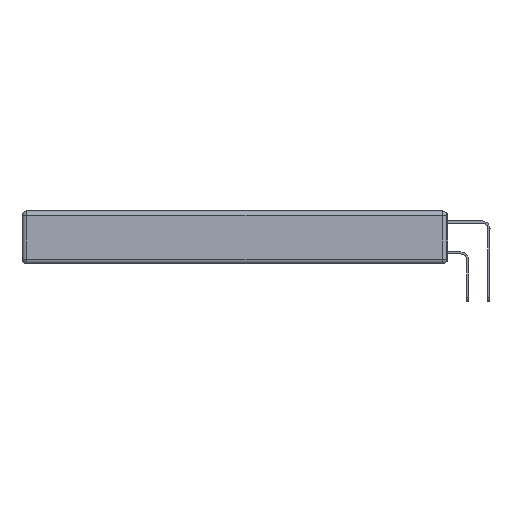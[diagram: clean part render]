
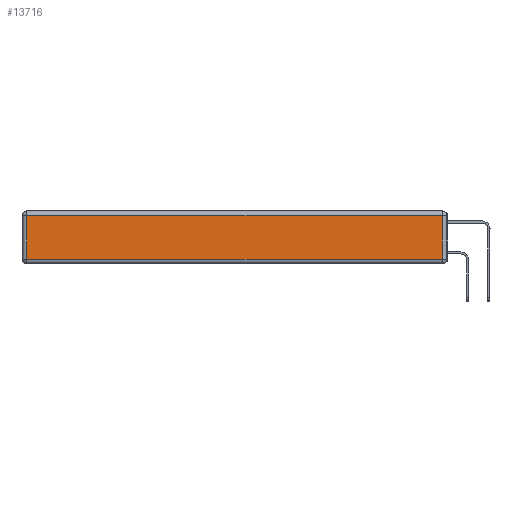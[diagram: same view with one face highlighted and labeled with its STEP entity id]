
A CAD part, left-side view. The second image highlights one B-rep face of the part: STEP entity #13716.
In plain terms, the highlighted planar face has unit normal (-1, 0, 0).
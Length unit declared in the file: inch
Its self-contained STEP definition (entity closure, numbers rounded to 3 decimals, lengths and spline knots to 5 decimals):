
#310 = ORIENTED_EDGE ( 'NONE', *, *, #19932, .T. ) ;
#488 = EDGE_CURVE ( 'NONE', #5922, #14939, #16560, .T. ) ;
#548 = CARTESIAN_POINT ( 'NONE',  ( 0., 0.03, -0.03 ) ) ;
#671 = LINE ( 'NONE', #2635, #5173 ) ;
#2399 = ORIENTED_EDGE ( 'NONE', *, *, #22342, .T. ) ;
#2635 = CARTESIAN_POINT ( 'NONE',  ( 0., 2.72, -0.343 ) ) ;
#3654 = CARTESIAN_POINT ( 'NONE',  ( 0., 2.72, -0.313 ) ) ;
#3683 = CARTESIAN_POINT ( 'NONE',  ( 0., 0., -0.343 ) ) ;
#3797 = FACE_OUTER_BOUND ( 'NONE', #7647, .T. ) ;
#4054 = AXIS2_PLACEMENT_3D ( 'NONE', #3683, #12783, #20047 ) ;
#5173 = VECTOR ( 'NONE', #20569, 39.37008 ) ;
#5922 = VERTEX_POINT ( 'NONE', #548 ) ;
#6419 = CARTESIAN_POINT ( 'NONE',  ( 0., 2.72, -0.03 ) ) ;
#7647 = EDGE_LOOP ( 'NONE', ( #21149, #310, #14854, #2399 ) ) ;
#8002 = VECTOR ( 'NONE', #18461, 39.37008 ) ;
#8349 = DIRECTION ( 'NONE',  ( 0., 1., 0. ) ) ;
#8996 = EDGE_CURVE ( 'NONE', #16916, #16755, #17494, .T. ) ;
#9415 = CARTESIAN_POINT ( 'NONE',  ( 0., 0., -0.313 ) ) ;
#10482 = CARTESIAN_POINT ( 'NONE',  ( 0., 0.03, -0.343 ) ) ;
#11721 = LINE ( 'NONE', #10482, #16202 ) ;
#11792 = VECTOR ( 'NONE', #8349, 39.37008 ) ;
#12044 = DIRECTION ( 'NONE',  ( 0., 0., 1. ) ) ;
#12783 = DIRECTION ( 'NONE',  ( -1., 0., 0. ) ) ;
#13716 = ADVANCED_FACE ( 'NONE', ( #3797 ), #21549, .T. ) ;
#14854 = ORIENTED_EDGE ( 'NONE', *, *, #488, .T. ) ;
#14939 = VERTEX_POINT ( 'NONE', #6419 ) ;
#16202 = VECTOR ( 'NONE', #12044, 39.37008 ) ;
#16560 = LINE ( 'NONE', #19355, #11792 ) ;
#16755 = VERTEX_POINT ( 'NONE', #19459 ) ;
#16916 = VERTEX_POINT ( 'NONE', #3654 ) ;
#17494 = LINE ( 'NONE', #9415, #8002 ) ;
#18461 = DIRECTION ( 'NONE',  ( 0., -1., 0. ) ) ;
#19355 = CARTESIAN_POINT ( 'NONE',  ( 0., 2.75, -0.03 ) ) ;
#19459 = CARTESIAN_POINT ( 'NONE',  ( 0., 0.03, -0.313 ) ) ;
#19932 = EDGE_CURVE ( 'NONE', #16755, #5922, #11721, .T. ) ;
#20047 = DIRECTION ( 'NONE',  ( 0., 0., 1. ) ) ;
#20569 = DIRECTION ( 'NONE',  ( 0., 0., -1. ) ) ;
#21149 = ORIENTED_EDGE ( 'NONE', *, *, #8996, .T. ) ;
#21549 = PLANE ( 'NONE',  #4054 ) ;
#22342 = EDGE_CURVE ( 'NONE', #14939, #16916, #671, .T. ) ;
